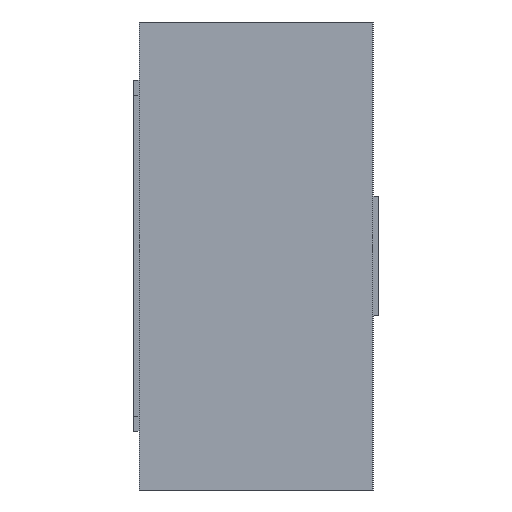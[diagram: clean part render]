
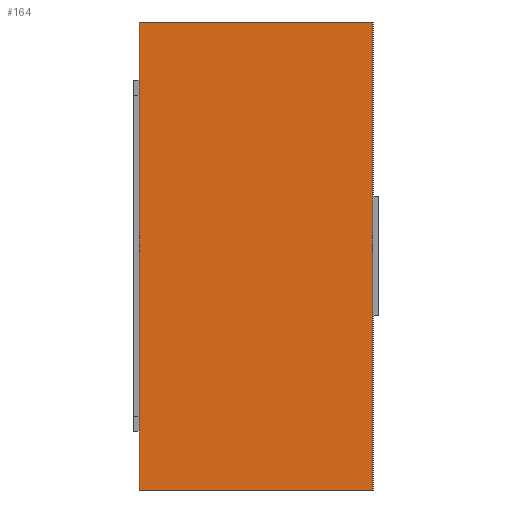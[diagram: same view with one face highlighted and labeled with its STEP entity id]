
A CAD part, left-side view. The second image highlights one B-rep face of the part: STEP entity #164.
In plain terms, the highlighted planar face has unit normal (1, 0, 0).
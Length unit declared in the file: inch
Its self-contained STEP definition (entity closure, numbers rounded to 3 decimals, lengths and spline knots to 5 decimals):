
#37 = CARTESIAN_POINT ( 'NONE',  ( -0.0315, 0., 0.01575 ) ) ;
#58 = DIRECTION ( 'NONE',  ( 1., 0., 0. ) ) ;
#63 = ORIENTED_EDGE ( 'NONE', *, *, #314, .T. ) ;
#116 = VERTEX_POINT ( 'NONE', #231 ) ;
#122 = VERTEX_POINT ( 'NONE', #37 ) ;
#131 = DIRECTION ( 'NONE',  ( 0., 0., 1. ) ) ;
#152 = CARTESIAN_POINT ( 'NONE',  ( -0.0315, 0.01575, -0.01575 ) ) ;
#164 = ADVANCED_FACE ( 'NONE', ( #1191 ), #720, .T. ) ;
#199 = CARTESIAN_POINT ( 'NONE',  ( -0.0315, 0.01575, -0.01575 ) ) ;
#205 = CARTESIAN_POINT ( 'NONE',  ( -0.0315, 0., 0. ) ) ;
#231 = CARTESIAN_POINT ( 'NONE',  ( -0.0315, 0.01575, -0.01575 ) ) ;
#245 = EDGE_LOOP ( 'NONE', ( #264, #750, #63, #944 ) ) ;
#251 = DIRECTION ( 'NONE',  ( 0., 1., 0. ) ) ;
#264 = ORIENTED_EDGE ( 'NONE', *, *, #653, .F. ) ;
#302 = DIRECTION ( 'NONE',  ( 0., 1., 0. ) ) ;
#305 = EDGE_CURVE ( 'NONE', #880, #122, #324, .T. ) ;
#314 = EDGE_CURVE ( 'NONE', #880, #116, #1160, .T. ) ;
#315 = VECTOR ( 'NONE', #302, 39.37008 ) ;
#324 = LINE ( 'NONE', #205, #1073 ) ;
#334 = CARTESIAN_POINT ( 'NONE',  ( -0.0315, 0.01575, 0.01575 ) ) ;
#357 = VERTEX_POINT ( 'NONE', #1205 ) ;
#400 = AXIS2_PLACEMENT_3D ( 'NONE', #152, #58, #915 ) ;
#409 = DIRECTION ( 'NONE',  ( 0., 0., 1. ) ) ;
#421 = VECTOR ( 'NONE', #409, 39.37008 ) ;
#487 = EDGE_CURVE ( 'NONE', #116, #357, #1055, .T. ) ;
#653 = EDGE_CURVE ( 'NONE', #122, #357, #732, .T. ) ;
#720 = PLANE ( 'NONE',  #400 ) ;
#732 = LINE ( 'NONE', #334, #846 ) ;
#750 = ORIENTED_EDGE ( 'NONE', *, *, #305, .F. ) ;
#786 = CARTESIAN_POINT ( 'NONE',  ( -0.0315, 0.01575, -0.01575 ) ) ;
#801 = CARTESIAN_POINT ( 'NONE',  ( -0.0315, 0., -0.01575 ) ) ;
#846 = VECTOR ( 'NONE', #251, 39.37008 ) ;
#880 = VERTEX_POINT ( 'NONE', #801 ) ;
#915 = DIRECTION ( 'NONE',  ( 0., 0., -1. ) ) ;
#944 = ORIENTED_EDGE ( 'NONE', *, *, #487, .T. ) ;
#1055 = LINE ( 'NONE', #199, #421 ) ;
#1073 = VECTOR ( 'NONE', #131, 39.37008 ) ;
#1160 = LINE ( 'NONE', #786, #315 ) ;
#1191 = FACE_OUTER_BOUND ( 'NONE', #245, .T. ) ;
#1205 = CARTESIAN_POINT ( 'NONE',  ( -0.0315, 0.01575, 0.01575 ) ) ;
